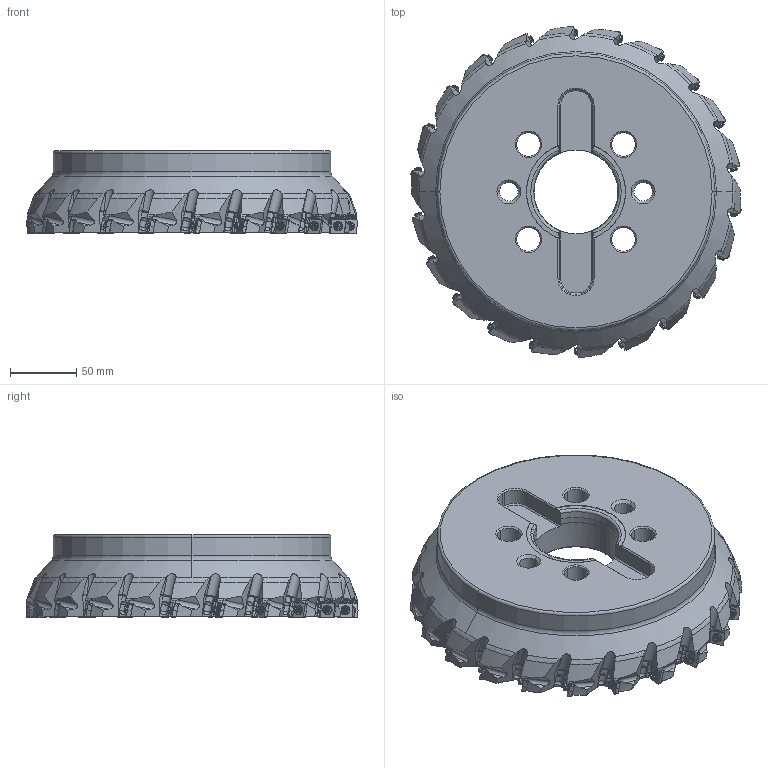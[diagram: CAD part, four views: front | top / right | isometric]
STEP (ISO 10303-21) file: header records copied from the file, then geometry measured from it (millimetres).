
FILE_DESCRIPTION(/* description */ (''),/* implementation_level */ '2;1');
FILE_NAME(/* name */ 'ASX400R1022M.stp',/* time_stamp */ '2021-09-08T11:41:46+09:00',/* author */ (''),/* organization */ (''),/* preprocessor_version */ 'ST-DEVELOPER v16',/* originating_system */ 'SIEMENS PLM Software NX 10.0',/* authorisation */ '');
FILE_SCHEMA (('AUTOMOTIVE_DESIGN { 1 0 10303 214 3 1 1 1 }'));
Length unit declared in the file: millimetre
Products named in the file (1): ASX400R1022M_ASM
Bounding box: 249.79 x 251.27 x 62.72 mm (x, y, z)
Volume: 1489008.4 mm3; surface area: 176948.2 mm2
Topology: 67 solids, 67 shells, 3257 faces, 9355 edges, 6350 vertices
Faces by surface type: plane 1303, cylinder 1106, cone 436, torus 170, sphere 110, extrusion 88, bspline 44
Entity records: 135026 total; most frequent: CARTESIAN_POINT 49473, ORIENTED_EDGE 18226, DIRECTION 16650, EDGE_CURVE 9113, AXIS2_PLACEMENT_3D 6298, VERTEX_POINT 6123, VECTOR 4054, LINE 3966
